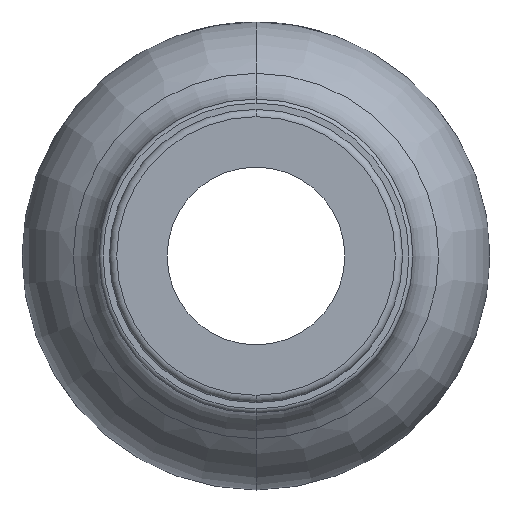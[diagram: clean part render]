
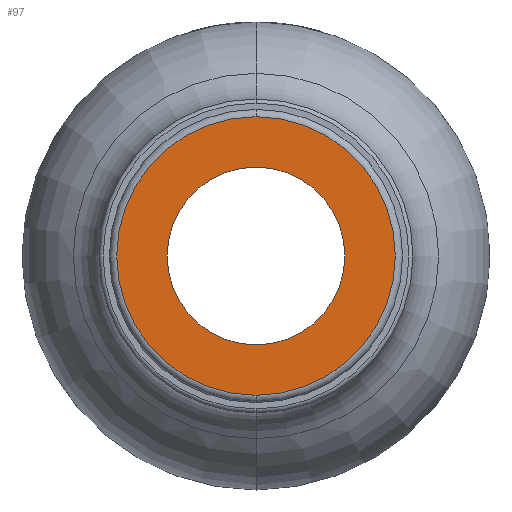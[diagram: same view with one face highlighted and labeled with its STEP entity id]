
A CAD part, front view. The second image highlights one B-rep face of the part: STEP entity #97.
In plain terms, the highlighted planar face has unit normal (0, -1, 0).
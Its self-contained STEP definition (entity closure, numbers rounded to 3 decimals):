
#97=ADVANCED_FACE('',(#218,#219),#220,.T.);
#218=FACE_BOUND('',#353,.T.);
#219=FACE_OUTER_BOUND('',#354,.T.);
#220=PLANE('',#355);
#353=EDGE_LOOP('',(#792,#793));
#354=EDGE_LOOP('',(#794,#795,#796));
#355=AXIS2_PLACEMENT_3D('',#797,#798,#799);
#792=ORIENTED_EDGE('',*,*,#1028,.T.);
#793=ORIENTED_EDGE('',*,*,#966,.T.);
#794=ORIENTED_EDGE('',*,*,#1042,.T.);
#795=ORIENTED_EDGE('',*,*,#935,.T.);
#796=ORIENTED_EDGE('',*,*,#1043,.T.);
#797=CARTESIAN_POINT('',(2.351,-2.655,0.0));
#798=DIRECTION('',(0.,-1.0,0.0));
#799=DIRECTION('',(1.0,0.,0.0));
#935=EDGE_CURVE('',#1126,#1132,#1134,.T.);
#966=EDGE_CURVE('',#1186,#1190,#1192,.T.);
#1028=EDGE_CURVE('',#1190,#1186,#1293,.T.);
#1042=EDGE_CURVE('',#1308,#1126,#1309,.T.);
#1043=EDGE_CURVE('',#1132,#1308,#1310,.T.);
#1126=VERTEX_POINT('',#1400);
#1132=VERTEX_POINT('',#1406);
#1134=CIRCLE('',#1408,4.703);
#1186=VERTEX_POINT('',#1472);
#1190=VERTEX_POINT('',#1477);
#1192=CIRCLE('',#1480,3.0);
#1293=CIRCLE('',#1699,3.0);
#1308=VERTEX_POINT('',#1714);
#1309=CIRCLE('',#1715,4.703);
#1310=CIRCLE('',#1716,4.703);
#1400=CARTESIAN_POINT('',(0.,-2.655,4.703));
#1406=CARTESIAN_POINT('',(0.,-2.655,-4.703));
#1408=AXIS2_PLACEMENT_3D('',#1846,#1847,#1848);
#1472=CARTESIAN_POINT('',(3.0,-2.655,0.));
#1477=CARTESIAN_POINT('',(-3.0,-2.655,0.));
#1480=AXIS2_PLACEMENT_3D('',#1911,#1912,#1913);
#1699=AXIS2_PLACEMENT_3D('',#2005,#2006,#2007);
#1714=CARTESIAN_POINT('',(4.703,-2.655,0.0));
#1715=AXIS2_PLACEMENT_3D('',#2047,#2048,#2049);
#1716=AXIS2_PLACEMENT_3D('',#2050,#2051,#2052);
#1846=CARTESIAN_POINT('',(0.,-2.655,0.0));
#1847=DIRECTION('',(0.,-1.0,0.0));
#1848=DIRECTION('',(1.0,0.,0.0));
#1911=CARTESIAN_POINT('',(0.0,-2.655,0.0));
#1912=DIRECTION('',(0.,1.0,0.0));
#1913=DIRECTION('',(1.0,0.,0.0));
#2005=CARTESIAN_POINT('',(0.0,-2.655,0.0));
#2006=DIRECTION('',(0.,1.0,0.0));
#2007=DIRECTION('',(1.0,0.,0.0));
#2047=CARTESIAN_POINT('',(0.,-2.655,0.0));
#2048=DIRECTION('',(0.,-1.0,0.0));
#2049=DIRECTION('',(1.0,0.,0.0));
#2050=CARTESIAN_POINT('',(0.,-2.655,0.0));
#2051=DIRECTION('',(0.,-1.0,0.0));
#2052=DIRECTION('',(1.0,0.,0.0));
